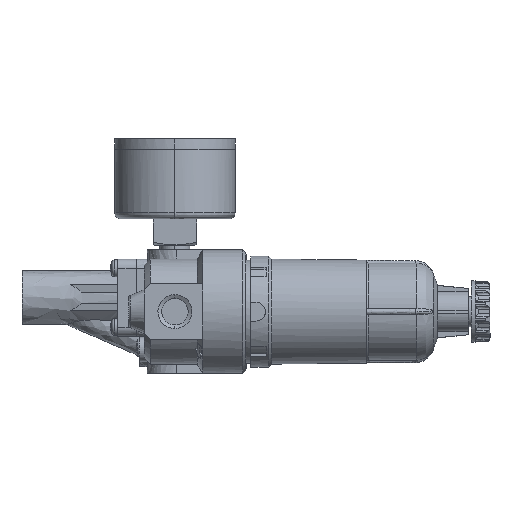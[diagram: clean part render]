
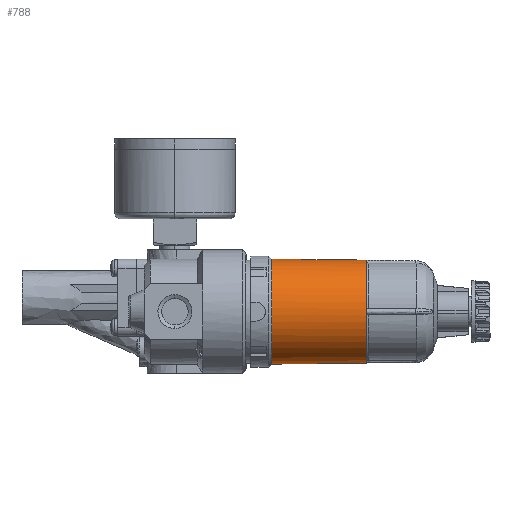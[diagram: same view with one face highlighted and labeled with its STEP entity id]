
A CAD part, left-side view. The second image highlights one B-rep face of the part: STEP entity #788.
In plain terms, the highlighted free-form (B-spline) face has degree [2, 1] with [5, 2] control points.
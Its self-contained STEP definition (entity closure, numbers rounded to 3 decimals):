
#788=ADVANCED_FACE('',(#1533),#11492,.T.);
#1533=FACE_OUTER_BOUND('',#2278,.T.);
#2278=EDGE_LOOP('',(#6053,#6054,#6055,#6056));
#6053=ORIENTED_EDGE('',*,*,#7922,.T.);
#6054=ORIENTED_EDGE('',*,*,#7924,.T.);
#6055=ORIENTED_EDGE('',*,*,#7795,.F.);
#6056=ORIENTED_EDGE('',*,*,#7955,.F.);
#7795=EDGE_CURVE('',#11076,#11077,#8688,.T.);
#7922=EDGE_CURVE('',#11085,#11084,#8732,.T.);
#7924=EDGE_CURVE('',#11084,#11077,#9834,.T.);
#7955=EDGE_CURVE('',#11085,#11076,#9852,.T.);
#8688=(
BOUNDED_CURVE()
B_SPLINE_CURVE(2,(#31354,#31355,#31356,#31357,#31358),.UNSPECIFIED.,.F.,
 .F.)
B_SPLINE_CURVE_WITH_KNOTS((3,2,3),(-106.814,-80.111,
-53.407),.UNSPECIFIED.)
CURVE()
GEOMETRIC_REPRESENTATION_ITEM()
RATIONAL_B_SPLINE_CURVE((1.,0.707,1.,0.707,1.))
REPRESENTATION_ITEM('')
);
#8732=(
BOUNDED_CURVE()
B_SPLINE_CURVE(2,(#31974,#31975,#31976,#31977,#31978),.UNSPECIFIED.,.F.,
 .F.)
B_SPLINE_CURVE_WITH_KNOTS((3,2,3),(-104.744,-78.558,
-52.372),.UNSPECIFIED.)
CURVE()
GEOMETRIC_REPRESENTATION_ITEM()
RATIONAL_B_SPLINE_CURVE((1.,0.707,1.,0.707,1.))
REPRESENTATION_ITEM('')
);
#9834=B_SPLINE_CURVE_WITH_KNOTS('',1,(#31984,#31985),.UNSPECIFIED.,.F.,
 .F.,(2,2),(3.082,33.784),.UNSPECIFIED.);
#9852=B_SPLINE_CURVE_WITH_KNOTS('',1,(#32117,#32118),.UNSPECIFIED.,.F.,
 .F.,(2,2),(3.082,33.784),.UNSPECIFIED.);
#11076=VERTEX_POINT('',#29969);
#11077=VERTEX_POINT('',#29970);
#11084=VERTEX_POINT('',#29977);
#11085=VERTEX_POINT('',#29978);
#11492=(
BOUNDED_SURFACE()
B_SPLINE_SURFACE(2,1,((#29664,#29665),(#29666,#29667),(#29668,#29669),(#29670,
#29671),(#29672,#29673)),.UNSPECIFIED.,.F.,.F.,.F.)
B_SPLINE_SURFACE_WITH_KNOTS((3,2,3),(2,2),(3.142,4.712,
6.283),(0.,36.866),.UNSPECIFIED.)
GEOMETRIC_REPRESENTATION_ITEM()
RATIONAL_B_SPLINE_SURFACE(((1.,1.),(0.707,0.707),
(1.,1.),(0.707,0.707),(1.,1.)))
REPRESENTATION_ITEM('')
SURFACE()
);
#29664=CARTESIAN_POINT('',(0.,-42.082,-16.637));
#29665=CARTESIAN_POINT('',(0.,-5.218,-17.033));
#29666=CARTESIAN_POINT('',(-16.637,-42.082,-16.637));
#29667=CARTESIAN_POINT('',(-17.033,-5.218,-17.033));
#29668=CARTESIAN_POINT('',(-16.637,-42.082,0.));
#29669=CARTESIAN_POINT('',(-17.033,-5.218,0.));
#29670=CARTESIAN_POINT('',(-16.637,-42.082,16.637));
#29671=CARTESIAN_POINT('',(-17.033,-5.218,17.033));
#29672=CARTESIAN_POINT('',(0.,-42.082,16.637));
#29673=CARTESIAN_POINT('',(0.,-5.218,17.033));
#29969=CARTESIAN_POINT('',(0.,-8.3,-17.));
#29970=CARTESIAN_POINT('',(0.,-8.3,17.));
#29977=CARTESIAN_POINT('',(0.,-39.,16.67));
#29978=CARTESIAN_POINT('',(0.,-39.,-16.67));
#31354=CARTESIAN_POINT('',(0.,-8.3,-17.));
#31355=CARTESIAN_POINT('',(-17.,-8.3,-17.));
#31356=CARTESIAN_POINT('',(-17.,-8.3,0.));
#31357=CARTESIAN_POINT('',(-17.,-8.3,17.));
#31358=CARTESIAN_POINT('',(0.,-8.3,17.));
#31974=CARTESIAN_POINT('',(0.,-39.,-16.67));
#31975=CARTESIAN_POINT('',(-16.67,-39.,-16.67));
#31976=CARTESIAN_POINT('',(-16.67,-39.,0.));
#31977=CARTESIAN_POINT('',(-16.67,-39.,16.67));
#31978=CARTESIAN_POINT('',(0.,-39.,16.67));
#31984=CARTESIAN_POINT('',(0.,-39.,16.67));
#31985=CARTESIAN_POINT('',(0.,-8.3,17.));
#32117=CARTESIAN_POINT('',(0.,-39.,-16.67));
#32118=CARTESIAN_POINT('',(0.,-8.3,-17.));
